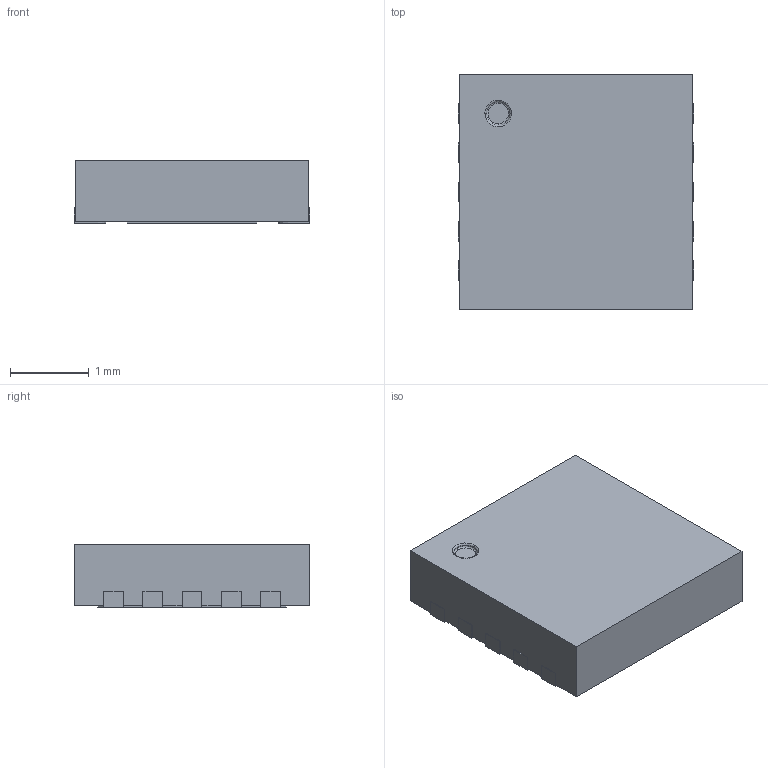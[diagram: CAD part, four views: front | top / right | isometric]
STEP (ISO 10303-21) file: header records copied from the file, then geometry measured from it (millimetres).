
FILE_DESCRIPTION(('FreeCAD Model'),'2;1');
FILE_NAME('User Library-DFN-10_DFN_10011_sp.step', '2017-08-19T11:12:51',('kicad StepUp'),('ksu MCAD'), 'Open CASCADE STEP processor 6.8','FreeCAD','Unknown');
FILE_SCHEMA(('AUTOMOTIVE_DESIGN_CC2 { 1 2 10303 214 -1 1 5 4 }'));
Length unit declared in the file: millimetre
Products named in the file (1): User_Library-DFN-10_DFN_10011_sp
Bounding box: 3 x 3 x 0.8 mm (x, y, z)
Volume: 7.1 mm3; surface area: 27.7 mm2
Topology: 1 solids, 1 shells, 139 faces, 404 edges, 269 vertices
Faces by surface type: plane 133, bspline 4, cylinder 2
Entity records: 5556 total; most frequent: CARTESIAN_POINT 912, ORIENTED_EDGE 808, DIRECTION 681, EDGE_CURVE 404, LINE 389, VECTOR 389, VERTEX_POINT 269, AXIS2_PLACEMENT_3D 146
